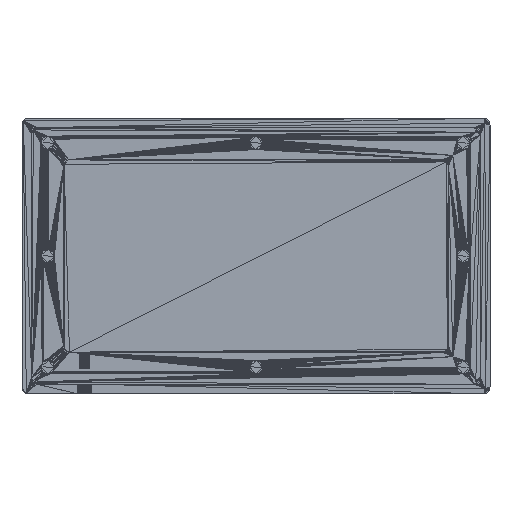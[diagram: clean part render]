
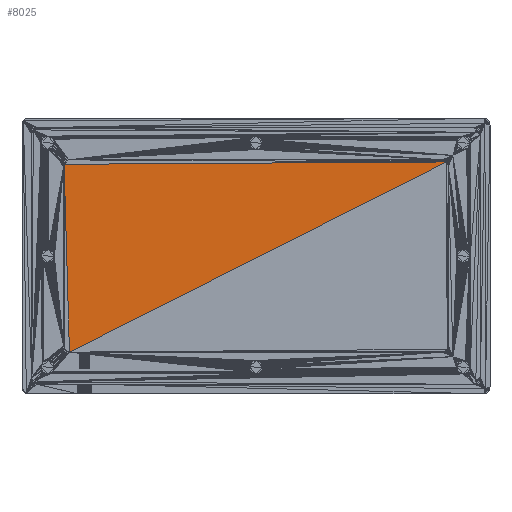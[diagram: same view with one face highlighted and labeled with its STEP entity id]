
A CAD part, top view. The second image highlights one B-rep face of the part: STEP entity #8025.
In plain terms, the highlighted free-form (B-spline) face has degree [1, 1] with [2, 2] control points.
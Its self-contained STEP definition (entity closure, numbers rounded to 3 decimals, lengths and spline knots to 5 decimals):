
#8025 = ADVANCED_FACE('',(#8026),#8049,.T.);
#8026 = FACE_BOUND('',#8027,.T.);
#8027 = EDGE_LOOP('',(#8028,#8037,#8044));
#8028 = ORIENTED_EDGE('',*,*,#8029,.F.);
#8029 = EDGE_CURVE('',#8030,#8032,#8034,.T.);
#8030 = VERTEX_POINT('',#8031);
#8031 = CARTESIAN_POINT('',(-0.06848,0.03273,
    0.00858));
#8032 = VERTEX_POINT('',#8033);
#8033 = CARTESIAN_POINT('',(0.06803,0.03356,
    0.00858));
#8034 = B_SPLINE_CURVE_WITH_KNOTS('',1,(#8035,#8036),.UNSPECIFIED.,.F.,
  .F.,(2,2),(-0.11934,-0.),.PIECEWISE_BEZIER_KNOTS.);
#8035 = CARTESIAN_POINT('',(-0.06848,0.03273,
    0.00858));
#8036 = CARTESIAN_POINT('',(0.06803,0.03356,
    0.00858));
#8037 = ORIENTED_EDGE('',*,*,#8038,.T.);
#8038 = EDGE_CURVE('',#8030,#8039,#8041,.T.);
#8039 = VERTEX_POINT('',#8040);
#8040 = CARTESIAN_POINT('',(-0.06658,-0.03432,
    0.00858));
#8041 = B_SPLINE_CURVE_WITH_KNOTS('',1,(#8042,#8043),.UNSPECIFIED.,.F.,
  .F.,(2,2),(0.,0.05863),.PIECEWISE_BEZIER_KNOTS.);
#8042 = CARTESIAN_POINT('',(-0.06848,0.03273,
    0.00858));
#8043 = CARTESIAN_POINT('',(-0.06658,-0.03432,
    0.00858));
#8044 = ORIENTED_EDGE('',*,*,#8045,.T.);
#8045 = EDGE_CURVE('',#8039,#8032,#8046,.T.);
#8046 = B_SPLINE_CURVE_WITH_KNOTS('',1,(#8047,#8048),.UNSPECIFIED.,.F.,
  .F.,(2,2),(0.,0.13179),.PIECEWISE_BEZIER_KNOTS.);
#8047 = CARTESIAN_POINT('',(-0.06658,-0.03432,
    0.00858));
#8048 = CARTESIAN_POINT('',(0.06803,0.03356,
    0.00858));
#8049 = B_SPLINE_SURFACE_WITH_KNOTS('',1,1,(
    (#8050,#8051)
    ,(#8052,#8053
    )),.UNSPECIFIED.,.F.,.F.,.F.,(2,2),(2,2),(0.,
    0.11934),(0.,0.05862),.PIECEWISE_BEZIER_KNOTS.);
#8050 = CARTESIAN_POINT('',(0.06803,0.03356,
    0.00858));
#8051 = CARTESIAN_POINT('',(0.06844,-0.03349,
    0.00858));
#8052 = CARTESIAN_POINT('',(-0.06848,0.03273,
    0.00858));
#8053 = CARTESIAN_POINT('',(-0.06807,-0.03433,
    0.00858));
